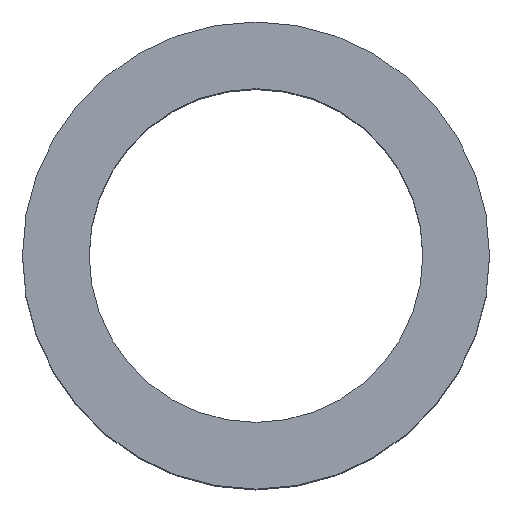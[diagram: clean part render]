
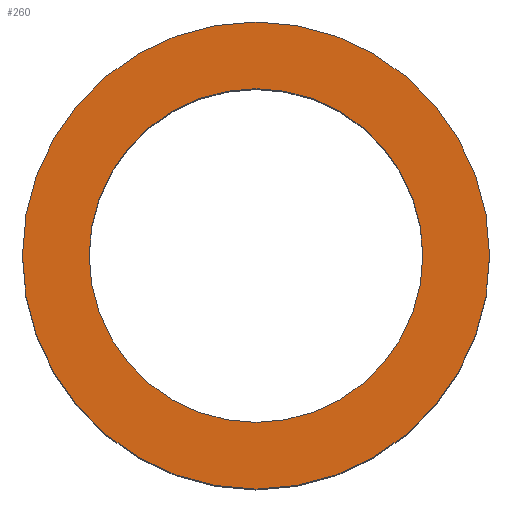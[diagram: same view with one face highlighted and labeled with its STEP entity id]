
A CAD part, top view. The second image highlights one B-rep face of the part: STEP entity #260.
In plain terms, the highlighted planar face has unit normal (0, 0, 1).
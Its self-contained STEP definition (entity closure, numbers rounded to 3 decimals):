
#216=PLANE('',#767);
#260=ADVANCED_FACE('',(#368,#369),#216,.T.);
#368=FACE_BOUND('',#456,.T.);
#369=FACE_BOUND('',#457,.T.);
#456=EDGE_LOOP('',(#544));
#457=EDGE_LOOP('',(#545));
#544=ORIENTED_EDGE('',*,*,#635,.T.);
#545=ORIENTED_EDGE('',*,*,#632,.T.);
#588=VERTEX_POINT('',#1069);
#591=VERTEX_POINT('',#1076);
#632=EDGE_CURVE('',#588,#588,#676,.T.);
#635=EDGE_CURVE('',#591,#591,#679,.T.);
#676=CIRCLE('',#761,30.);
#679=CIRCLE('',#765,42.);
#761=AXIS2_PLACEMENT_3D('',#1068,#931,#932);
#765=AXIS2_PLACEMENT_3D('',#1075,#939,#940);
#767=AXIS2_PLACEMENT_3D('',#1078,#943,#944);
#931=DIRECTION('',(0.,0.,-1.));
#932=DIRECTION('',(0.,1.,0.));
#939=DIRECTION('',(0.,0.,1.));
#940=DIRECTION('',(0.,1.,0.));
#943=DIRECTION('',(0.,0.,1.));
#944=DIRECTION('',(1.,0.,0.));
#1068=CARTESIAN_POINT('',(0.,0.,93.));
#1069=CARTESIAN_POINT('',(0.,-30.,93.));
#1075=CARTESIAN_POINT('',(0.,0.,93.));
#1076=CARTESIAN_POINT('',(0.,42.,93.));
#1078=CARTESIAN_POINT('',(0.,21.,93.));
